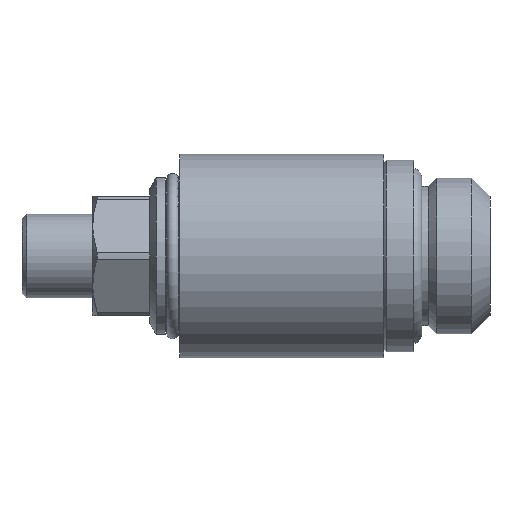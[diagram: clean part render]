
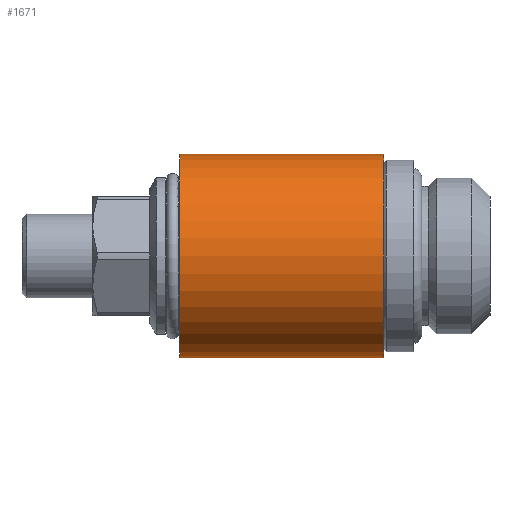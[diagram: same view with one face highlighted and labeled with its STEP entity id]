
A CAD part, left-side view. The second image highlights one B-rep face of the part: STEP entity #1671.
In plain terms, the highlighted cylindrical face has radius 8.5 mm (diameter 17 mm), a partial arc.
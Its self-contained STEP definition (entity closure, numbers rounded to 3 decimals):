
#9 = EDGE_CURVE ( 'NONE', #1565, #1514, #1947, .T. ) ;
#173 = LINE ( 'NONE', #179, #3675 ) ;
#179 = CARTESIAN_POINT ( 'NONE',  ( 0., 28.066, -8.5 ) ) ;
#181 = DIRECTION ( 'NONE',  ( 0., 1., 0. ) ) ;
#968 = EDGE_LOOP ( 'NONE', ( #1438, #1435, #1422, #3768 ) ) ;
#1106 = CARTESIAN_POINT ( 'NONE',  ( 0., 9.2, 0. ) ) ;
#1107 = DIRECTION ( 'NONE',  ( 0., 1., 0. ) ) ;
#1108 = DIRECTION ( 'NONE',  ( 0., 0., -1. ) ) ;
#1123 = CARTESIAN_POINT ( 'NONE',  ( 0., 26.2, 0. ) ) ;
#1124 = DIRECTION ( 'NONE',  ( 0., -1., 0. ) ) ;
#1125 = DIRECTION ( 'NONE',  ( 0., 0., 1. ) ) ;
#1266 = EDGE_CURVE ( 'NONE', #1508, #1536, #173, .T. ) ;
#1422 = ORIENTED_EDGE ( 'NONE', *, *, #9, .T. ) ;
#1435 = ORIENTED_EDGE ( 'NONE', *, *, #2836, .T. ) ;
#1438 = ORIENTED_EDGE ( 'NONE', *, *, #1266, .F. ) ;
#1508 = VERTEX_POINT ( 'NONE', #1651 ) ;
#1514 = VERTEX_POINT ( 'NONE', #1658 ) ;
#1536 = VERTEX_POINT ( 'NONE', #1695 ) ;
#1565 = VERTEX_POINT ( 'NONE', #1746 ) ;
#1651 = CARTESIAN_POINT ( 'NONE',  ( 0., 9.2, -8.5 ) ) ;
#1658 = CARTESIAN_POINT ( 'NONE',  ( 0., 26.2, 8.5 ) ) ;
#1671 = ADVANCED_FACE ( 'NONE', ( #2266 ), #2269, .T. ) ;
#1695 = CARTESIAN_POINT ( 'NONE',  ( 0., 26.2, -8.5 ) ) ;
#1746 = CARTESIAN_POINT ( 'NONE',  ( 0., 9.2, 8.5 ) ) ;
#1946 = CARTESIAN_POINT ( 'NONE',  ( 0., 28.066, 8.5 ) ) ;
#1947 = LINE ( 'NONE', #1946, #2594 ) ;
#2264 = DIRECTION ( 'NONE',  ( 0., 1., 0. ) ) ;
#2266 = FACE_OUTER_BOUND ( 'NONE', #968, .T. ) ;
#2267 = CARTESIAN_POINT ( 'NONE',  ( 0., 28.066, 0. ) ) ;
#2269 = CYLINDRICAL_SURFACE ( 'NONE', #3565, 8.5 ) ;
#2270 = DIRECTION ( 'NONE',  ( 0., 0., 1. ) ) ;
#2594 = VECTOR ( 'NONE', #3067, 1000. ) ;
#2836 = EDGE_CURVE ( 'NONE', #1508, #1565, #3340, .T. ) ;
#2842 = EDGE_CURVE ( 'NONE', #1514, #1536, #3329, .T. ) ;
#3067 = DIRECTION ( 'NONE',  ( 0., 1., 0. ) ) ;
#3326 = AXIS2_PLACEMENT_3D ( 'NONE', #1123, #1124, #1125 ) ;
#3329 = CIRCLE ( 'NONE', #3326, 8.5 ) ;
#3337 = AXIS2_PLACEMENT_3D ( 'NONE', #1106, #1107, #1108 ) ;
#3340 = CIRCLE ( 'NONE', #3337, 8.5 ) ;
#3565 = AXIS2_PLACEMENT_3D ( 'NONE', #2267, #2264, #2270 ) ;
#3675 = VECTOR ( 'NONE', #181, 1000. ) ;
#3768 = ORIENTED_EDGE ( 'NONE', *, *, #2842, .T. ) ;
